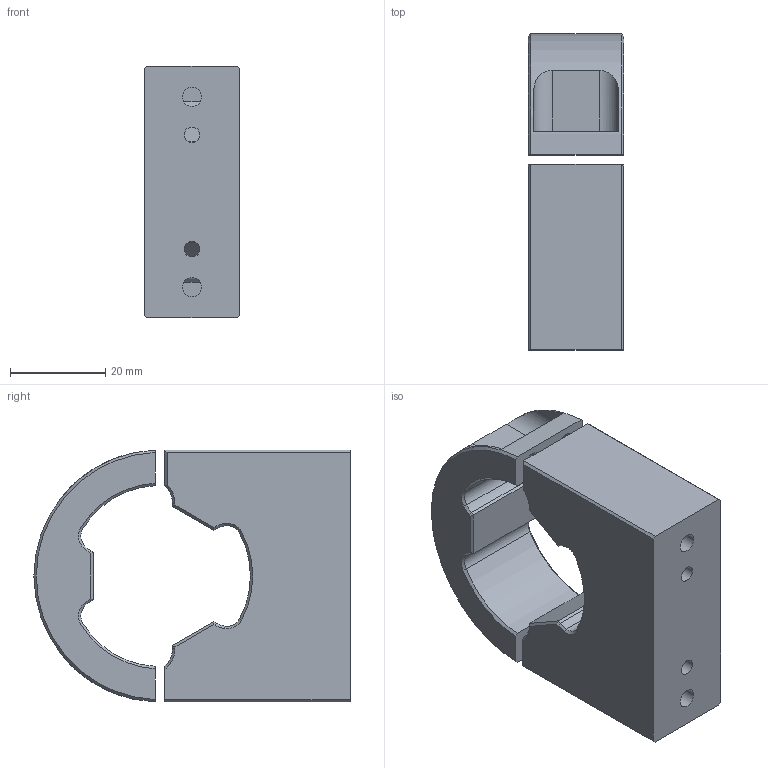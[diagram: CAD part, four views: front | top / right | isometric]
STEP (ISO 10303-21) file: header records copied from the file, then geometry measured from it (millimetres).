
FILE_DESCRIPTION (( 'STEP AP214' ), '1' );
FILE_NAME ('CMHO23.STEP', '2013-04-05T08:19:30', ( 'Work' ), ( '' ), 'SwSTEP 2.0', 'SolidWorks 2012', '' );
FILE_SCHEMA (( 'AUTOMOTIVE_DESIGN' ));
Length unit declared in the file: millimetre
Products named in the file (1): CMHO23
Bounding box: 20 x 66.5 x 53 mm (x, y, z)
Surface area: 12328.3 mm2 (no closed solid volume)
Topology: 0 solids, 2 shells, 117 faces, 296 edges, 185 vertices
Faces by surface type: plane 52, cylinder 35, cone 30
Entity records: 4894 total; most frequent: CARTESIAN_POINT 699, DIRECTION 625, ORIENTED_EDGE 576, EDGE_CURVE 296, AXIS2_PLACEMENT_3D 227, VERTEX_POINT 185, LINE 171, VECTOR 171
